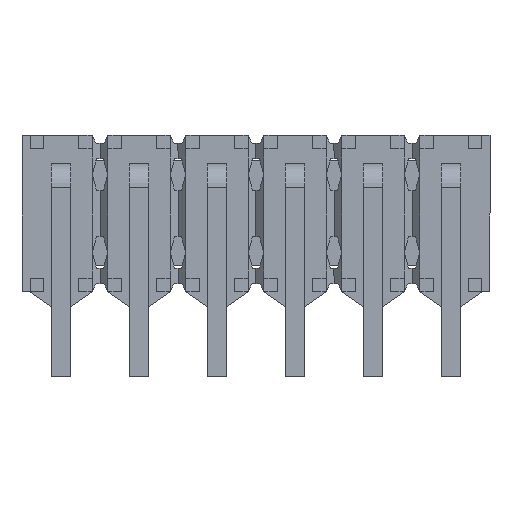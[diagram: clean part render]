
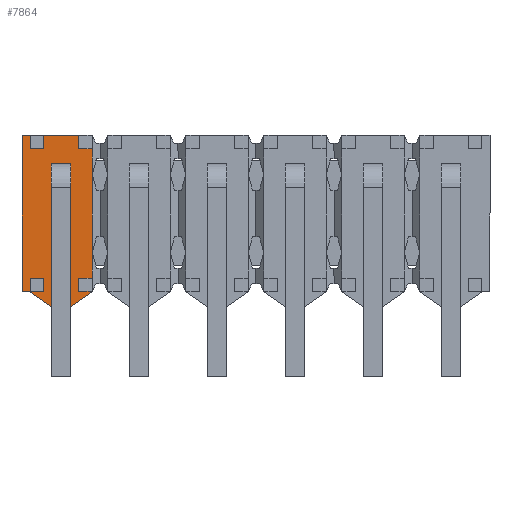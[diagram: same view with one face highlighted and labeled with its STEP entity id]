
A CAD part, front view. The second image highlights one B-rep face of the part: STEP entity #7864.
In plain terms, the highlighted planar face has unit normal (0, -1, 0).
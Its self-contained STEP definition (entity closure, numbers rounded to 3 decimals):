
#2685 = VERTEX_POINT('',#2686);
#2686 = CARTESIAN_POINT('',(5.334,0.508,1.27));
#2692 = EDGE_CURVE('',#2685,#2693,#2695,.T.);
#2693 = VERTEX_POINT('',#2694);
#2694 = CARTESIAN_POINT('',(5.334,0.508,2.108));
#2695 = LINE('',#2696,#2697);
#2696 = CARTESIAN_POINT('',(5.334,0.508,15.24));
#2697 = VECTOR('',#2698,1.);
#2698 = DIRECTION('',(0.,0.,1.));
#2701 = VERTEX_POINT('',#2702);
#2702 = CARTESIAN_POINT('',(5.334,0.508,2.54));
#2730 = EDGE_CURVE('',#2731,#2685,#2733,.T.);
#2731 = VERTEX_POINT('',#2732);
#2732 = CARTESIAN_POINT('',(5.334,0.508,-1.27));
#2733 = LINE('',#2734,#2735);
#2734 = CARTESIAN_POINT('',(5.334,0.508,15.24));
#2735 = VECTOR('',#2736,1.);
#2736 = DIRECTION('',(0.,0.,1.));
#2784 = EDGE_CURVE('',#2785,#2731,#2787,.T.);
#2785 = VERTEX_POINT('',#2786);
#2786 = CARTESIAN_POINT('',(5.334,0.508,-2.108));
#2787 = LINE('',#2788,#2789);
#2788 = CARTESIAN_POINT('',(5.334,0.508,15.24));
#2789 = VECTOR('',#2790,1.);
#2790 = DIRECTION('',(0.,0.,1.));
#3640 = VERTEX_POINT('',#3641);
#3641 = CARTESIAN_POINT('',(7.62,0.508,-2.54));
#3647 = EDGE_CURVE('',#3648,#3640,#3650,.T.);
#3648 = VERTEX_POINT('',#3649);
#3649 = CARTESIAN_POINT('',(7.356,0.508,-2.54));
#3650 = LINE('',#3651,#3652);
#3651 = CARTESIAN_POINT('',(7.62,0.508,-2.54));
#3652 = VECTOR('',#3653,1.);
#3653 = DIRECTION('',(1.,0.,0.));
#3672 = VERTEX_POINT('',#3673);
#3673 = CARTESIAN_POINT('',(6.924,0.508,-2.54));
#3679 = EDGE_CURVE('',#3680,#3672,#3682,.T.);
#3680 = VERTEX_POINT('',#3681);
#3681 = CARTESIAN_POINT('',(5.776,0.508,-2.54));
#3682 = LINE('',#3683,#3684);
#3683 = CARTESIAN_POINT('',(7.62,0.508,-2.54));
#3684 = VECTOR('',#3685,1.);
#3685 = DIRECTION('',(1.,0.,0.));
#5016 = VERTEX_POINT('',#5017);
#5017 = CARTESIAN_POINT('',(7.356,0.508,2.108));
#5023 = EDGE_CURVE('',#5024,#5016,#5026,.T.);
#5024 = VERTEX_POINT('',#5025);
#5025 = CARTESIAN_POINT('',(7.356,0.508,2.54));
#5026 = LINE('',#5027,#5028);
#5027 = CARTESIAN_POINT('',(7.356,0.508,5.08));
#5028 = VECTOR('',#5029,1.);
#5029 = DIRECTION('',(0.,0.,-1.));
#5045 = EDGE_CURVE('',#5046,#3648,#5048,.T.);
#5046 = VERTEX_POINT('',#5047);
#5047 = CARTESIAN_POINT('',(7.356,0.508,-2.108));
#5048 = LINE('',#5049,#5050);
#5049 = CARTESIAN_POINT('',(7.356,0.508,5.08));
#5050 = VECTOR('',#5051,1.);
#5051 = DIRECTION('',(0.,0.,-1.));
#5619 = EDGE_CURVE('',#5620,#5622,#5624,.T.);
#5620 = VERTEX_POINT('',#5621);
#5621 = CARTESIAN_POINT('',(6.924,0.508,2.54));
#5622 = VERTEX_POINT('',#5623);
#5623 = CARTESIAN_POINT('',(6.924,0.508,2.108));
#5624 = LINE('',#5625,#5626);
#5625 = CARTESIAN_POINT('',(6.924,0.508,5.08));
#5626 = VECTOR('',#5627,1.);
#5627 = DIRECTION('',(0.,0.,-1.));
#5652 = VERTEX_POINT('',#5653);
#5653 = CARTESIAN_POINT('',(6.924,0.508,-2.108));
#5659 = EDGE_CURVE('',#5652,#3672,#5660,.T.);
#5660 = LINE('',#5661,#5662);
#5661 = CARTESIAN_POINT('',(6.924,0.508,5.08));
#5662 = VECTOR('',#5663,1.);
#5663 = DIRECTION('',(0.,0.,-1.));
#5676 = VERTEX_POINT('',#5677);
#5677 = CARTESIAN_POINT('',(5.776,0.508,2.108));
#5683 = EDGE_CURVE('',#5684,#5676,#5686,.T.);
#5684 = VERTEX_POINT('',#5685);
#5685 = CARTESIAN_POINT('',(5.776,0.508,2.54));
#5686 = LINE('',#5687,#5688);
#5687 = CARTESIAN_POINT('',(5.776,0.508,5.08));
#5688 = VECTOR('',#5689,1.);
#5689 = DIRECTION('',(0.,0.,-1.));
#5705 = EDGE_CURVE('',#5706,#3680,#5708,.T.);
#5706 = VERTEX_POINT('',#5707);
#5707 = CARTESIAN_POINT('',(5.776,0.508,-2.108));
#5708 = LINE('',#5709,#5710);
#5709 = CARTESIAN_POINT('',(5.776,0.508,5.08));
#5710 = VECTOR('',#5711,1.);
#5711 = DIRECTION('',(0.,0.,-1.));
#5732 = EDGE_CURVE('',#5620,#5024,#5733,.T.);
#5733 = LINE('',#5734,#5735);
#5734 = CARTESIAN_POINT('',(-7.62,0.508,2.54));
#5735 = VECTOR('',#5736,1.);
#5736 = DIRECTION('',(1.,0.,0.));
#5747 = EDGE_CURVE('',#2701,#5684,#5748,.T.);
#5748 = LINE('',#5749,#5750);
#5749 = CARTESIAN_POINT('',(-7.62,0.508,2.54));
#5750 = VECTOR('',#5751,1.);
#5751 = DIRECTION('',(1.,0.,0.));
#5936 = VERTEX_POINT('',#5937);
#5937 = CARTESIAN_POINT('',(6.668,0.508,0.927));
#5943 = EDGE_CURVE('',#5936,#5944,#5946,.T.);
#5944 = VERTEX_POINT('',#5945);
#5945 = CARTESIAN_POINT('',(6.668,0.508,1.143));
#5946 = LINE('',#5947,#5948);
#5947 = CARTESIAN_POINT('',(6.668,0.508,1.562));
#5948 = VECTOR('',#5949,1.);
#5949 = DIRECTION('',(0.,0.,1.));
#6176 = VERTEX_POINT('',#6177);
#6177 = CARTESIAN_POINT('',(6.033,0.508,1.143));
#6183 = EDGE_CURVE('',#6176,#6184,#6186,.T.);
#6184 = VERTEX_POINT('',#6185);
#6185 = CARTESIAN_POINT('',(6.033,0.508,0.927));
#6186 = LINE('',#6187,#6188);
#6187 = CARTESIAN_POINT('',(6.033,0.508,0.927));
#6188 = VECTOR('',#6189,1.);
#6189 = DIRECTION('',(0.,0.,-1.));
#6414 = EDGE_CURVE('',#6184,#5936,#6415,.T.);
#6415 = LINE('',#6416,#6417);
#6416 = CARTESIAN_POINT('',(6.668,0.508,0.927));
#6417 = VECTOR('',#6418,1.);
#6418 = DIRECTION('',(1.,0.,0.));
#6438 = VERTEX_POINT('',#6439);
#6439 = CARTESIAN_POINT('',(6.033,0.508,-1.613));
#6445 = EDGE_CURVE('',#6438,#6446,#6448,.T.);
#6446 = VERTEX_POINT('',#6447);
#6447 = CARTESIAN_POINT('',(6.668,0.508,-1.613));
#6448 = LINE('',#6449,#6450);
#6449 = CARTESIAN_POINT('',(6.668,0.508,-1.613));
#6450 = VECTOR('',#6451,1.);
#6451 = DIRECTION('',(1.,0.,0.));
#6476 = EDGE_CURVE('',#6446,#6477,#6479,.T.);
#6477 = VERTEX_POINT('',#6478);
#6478 = CARTESIAN_POINT('',(6.668,0.508,-0.978));
#6479 = LINE('',#6480,#6481);
#6480 = CARTESIAN_POINT('',(6.668,0.508,-0.978));
#6481 = VECTOR('',#6482,1.);
#6482 = DIRECTION('',(0.,0.,1.));
#6507 = EDGE_CURVE('',#6477,#6508,#6510,.T.);
#6508 = VERTEX_POINT('',#6509);
#6509 = CARTESIAN_POINT('',(6.033,0.508,-0.978));
#6510 = LINE('',#6511,#6512);
#6511 = CARTESIAN_POINT('',(6.033,0.508,-0.978));
#6512 = VECTOR('',#6513,1.);
#6513 = DIRECTION('',(-1.,0.,0.));
#7158 = EDGE_CURVE('',#6508,#6438,#7159,.T.);
#7159 = LINE('',#7160,#7161);
#7160 = CARTESIAN_POINT('',(6.033,0.508,-1.613));
#7161 = VECTOR('',#7162,1.);
#7162 = DIRECTION('',(0.,0.,-1.));
#7289 = EDGE_CURVE('',#7290,#7292,#7294,.T.);
#7290 = VERTEX_POINT('',#7291);
#7291 = CARTESIAN_POINT('',(7.62,0.508,2.54));
#7292 = VERTEX_POINT('',#7293);
#7293 = CARTESIAN_POINT('',(7.366,0.508,2.54));
#7294 = LINE('',#7295,#7296);
#7295 = CARTESIAN_POINT('',(-7.62,0.508,2.54));
#7296 = VECTOR('',#7297,1.);
#7297 = DIRECTION('',(-1.,0.,0.));
#7329 = EDGE_CURVE('',#3640,#7290,#7330,.T.);
#7330 = LINE('',#7331,#7332);
#7331 = CARTESIAN_POINT('',(7.62,0.508,2.54));
#7332 = VECTOR('',#7333,1.);
#7333 = DIRECTION('',(0.,0.,1.));
#7821 = EDGE_CURVE('',#5944,#6176,#7822,.T.);
#7822 = LINE('',#7823,#7824);
#7823 = CARTESIAN_POINT('',(7.366,0.508,1.143));
#7824 = VECTOR('',#7825,1.);
#7825 = DIRECTION('',(-1.,0.,0.));
#7837 = EDGE_CURVE('',#7838,#7840,#7842,.T.);
#7838 = VERTEX_POINT('',#7839);
#7839 = CARTESIAN_POINT('',(6.022,0.508,3.023));
#7840 = VERTEX_POINT('',#7841);
#7841 = CARTESIAN_POINT('',(6.678,0.508,3.023));
#7842 = LINE('',#7843,#7844);
#7843 = CARTESIAN_POINT('',(6.022,0.508,3.023));
#7844 = VECTOR('',#7845,1.);
#7845 = DIRECTION('',(1.,0.,0.));
#7864 = ADVANCED_FACE('',(#7865,#7876,#7921,#7927),#7933,.F.);
#7865 = FACE_BOUND('',#7866,.T.);
#7866 = EDGE_LOOP('',(#7867,#7868,#7874,#7875));
#7867 = ORIENTED_EDGE('',*,*,#5023,.T.);
#7868 = ORIENTED_EDGE('',*,*,#7869,.T.);
#7869 = EDGE_CURVE('',#5016,#5622,#7870,.T.);
#7870 = LINE('',#7871,#7872);
#7871 = CARTESIAN_POINT('',(15.24,0.508,2.108));
#7872 = VECTOR('',#7873,1.);
#7873 = DIRECTION('',(-1.,0.,0.));
#7874 = ORIENTED_EDGE('',*,*,#5619,.F.);
#7875 = ORIENTED_EDGE('',*,*,#5732,.T.);
#7876 = FACE_BOUND('',#7877,.T.);
#7877 = EDGE_LOOP('',(#7878,#7884,#7885,#7886,#7887,#7893,#7894,#7895,
    #7896,#7897,#7903,#7904,#7910,#7911,#7912,#7918,#7919,#7920));
#7878 = ORIENTED_EDGE('',*,*,#7879,.F.);
#7879 = EDGE_CURVE('',#5706,#2785,#7880,.T.);
#7880 = LINE('',#7881,#7882);
#7881 = CARTESIAN_POINT('',(15.24,0.508,-2.108));
#7882 = VECTOR('',#7883,1.);
#7883 = DIRECTION('',(-1.,0.,0.));
#7884 = ORIENTED_EDGE('',*,*,#5705,.T.);
#7885 = ORIENTED_EDGE('',*,*,#3679,.T.);
#7886 = ORIENTED_EDGE('',*,*,#5659,.F.);
#7887 = ORIENTED_EDGE('',*,*,#7888,.F.);
#7888 = EDGE_CURVE('',#5046,#5652,#7889,.T.);
#7889 = LINE('',#7890,#7891);
#7890 = CARTESIAN_POINT('',(15.24,0.508,-2.108));
#7891 = VECTOR('',#7892,1.);
#7892 = DIRECTION('',(-1.,0.,0.));
#7893 = ORIENTED_EDGE('',*,*,#5045,.T.);
#7894 = ORIENTED_EDGE('',*,*,#3647,.T.);
#7895 = ORIENTED_EDGE('',*,*,#7329,.T.);
#7896 = ORIENTED_EDGE('',*,*,#7289,.T.);
#7897 = ORIENTED_EDGE('',*,*,#7898,.F.);
#7898 = EDGE_CURVE('',#7840,#7292,#7899,.T.);
#7899 = LINE('',#7900,#7901);
#7900 = CARTESIAN_POINT('',(6.678,0.508,3.023));
#7901 = VECTOR('',#7902,1.);
#7902 = DIRECTION('',(0.819,0.,-0.574));
#7903 = ORIENTED_EDGE('',*,*,#7837,.F.);
#7904 = ORIENTED_EDGE('',*,*,#7905,.F.);
#7905 = EDGE_CURVE('',#2701,#7838,#7906,.T.);
#7906 = LINE('',#7907,#7908);
#7907 = CARTESIAN_POINT('',(5.334,0.508,2.54));
#7908 = VECTOR('',#7909,1.);
#7909 = DIRECTION('',(0.819,0.,0.574));
#7910 = ORIENTED_EDGE('',*,*,#5747,.T.);
#7911 = ORIENTED_EDGE('',*,*,#5683,.T.);
#7912 = ORIENTED_EDGE('',*,*,#7913,.T.);
#7913 = EDGE_CURVE('',#5676,#2693,#7914,.T.);
#7914 = LINE('',#7915,#7916);
#7915 = CARTESIAN_POINT('',(15.24,0.508,2.108));
#7916 = VECTOR('',#7917,1.);
#7917 = DIRECTION('',(-1.,0.,0.));
#7918 = ORIENTED_EDGE('',*,*,#2692,.F.);
#7919 = ORIENTED_EDGE('',*,*,#2730,.F.);
#7920 = ORIENTED_EDGE('',*,*,#2784,.F.);
#7921 = FACE_BOUND('',#7922,.T.);
#7922 = EDGE_LOOP('',(#7923,#7924,#7925,#7926));
#7923 = ORIENTED_EDGE('',*,*,#7821,.F.);
#7924 = ORIENTED_EDGE('',*,*,#5943,.F.);
#7925 = ORIENTED_EDGE('',*,*,#6414,.F.);
#7926 = ORIENTED_EDGE('',*,*,#6183,.F.);
#7927 = FACE_BOUND('',#7928,.T.);
#7928 = EDGE_LOOP('',(#7929,#7930,#7931,#7932));
#7929 = ORIENTED_EDGE('',*,*,#7158,.F.);
#7930 = ORIENTED_EDGE('',*,*,#6507,.F.);
#7931 = ORIENTED_EDGE('',*,*,#6476,.F.);
#7932 = ORIENTED_EDGE('',*,*,#6445,.F.);
#7933 = PLANE('',#7934);
#7934 = AXIS2_PLACEMENT_3D('',#7935,#7936,#7937);
#7935 = CARTESIAN_POINT('',(0.,0.508,0.));
#7936 = DIRECTION('',(0.,1.,0.));
#7937 = DIRECTION('',(0.,-0.,1.));
